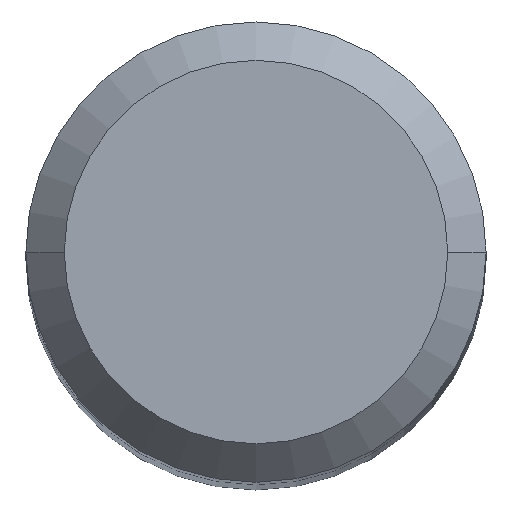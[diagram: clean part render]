
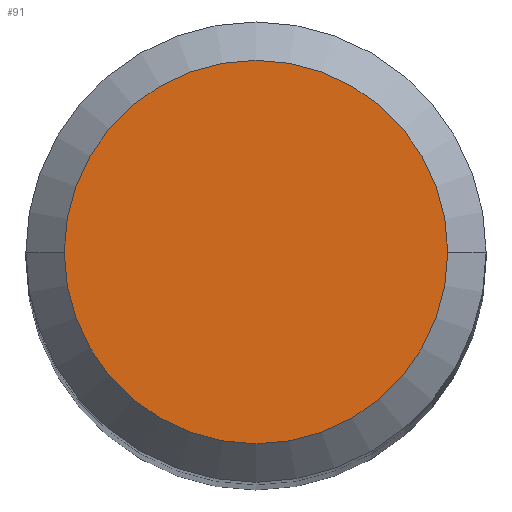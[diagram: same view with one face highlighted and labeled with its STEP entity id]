
A CAD part, top view. The second image highlights one B-rep face of the part: STEP entity #91.
In plain terms, the highlighted planar face has unit normal (0, 0, 1).
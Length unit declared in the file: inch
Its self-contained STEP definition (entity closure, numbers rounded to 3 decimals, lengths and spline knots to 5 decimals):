
#22 = DIRECTION ( 'NONE',  ( 0., 0., -1. ) ) ;
#25 = DIRECTION ( 'NONE',  ( -1., 0., 0. ) ) ;
#32 = EDGE_CURVE ( 'NONE', #67, #70, #376, .T. ) ;
#44 = EDGE_LOOP ( 'NONE', ( #301, #229 ) ) ;
#49 = CARTESIAN_POINT ( 'NONE',  ( -0.1497, 0., 0. ) ) ;
#65 = CIRCLE ( 'NONE', #220, 0.1497 ) ;
#67 = VERTEX_POINT ( 'NONE', #338 ) ;
#70 = VERTEX_POINT ( 'NONE', #49 ) ;
#85 = CARTESIAN_POINT ( 'NONE',  ( 0., 0., 0. ) ) ;
#91 = ADVANCED_FACE ( 'NONE', ( #411 ), #112, .F. ) ;
#112 = PLANE ( 'NONE',  #168 ) ;
#118 = EDGE_CURVE ( 'NONE', #70, #67, #65, .T. ) ;
#168 = AXIS2_PLACEMENT_3D ( 'NONE', #175, #22, #25 ) ;
#172 = DIRECTION ( 'NONE',  ( 0., 0., 1. ) ) ;
#175 = CARTESIAN_POINT ( 'NONE',  ( 0., 0., 0. ) ) ;
#179 = DIRECTION ( 'NONE',  ( 0., 0., 1. ) ) ;
#180 = AXIS2_PLACEMENT_3D ( 'NONE', #234, #172, #308 ) ;
#220 = AXIS2_PLACEMENT_3D ( 'NONE', #85, #179, #314 ) ;
#229 = ORIENTED_EDGE ( 'NONE', *, *, #32, .T. ) ;
#234 = CARTESIAN_POINT ( 'NONE',  ( 0., 0., 0. ) ) ;
#301 = ORIENTED_EDGE ( 'NONE', *, *, #118, .T. ) ;
#308 = DIRECTION ( 'NONE',  ( 1., 0., 0. ) ) ;
#314 = DIRECTION ( 'NONE',  ( 1., 0., 0. ) ) ;
#338 = CARTESIAN_POINT ( 'NONE',  ( 0.1497, 0., 0. ) ) ;
#376 = CIRCLE ( 'NONE', #180, 0.1497 ) ;
#411 = FACE_OUTER_BOUND ( 'NONE', #44, .T. ) ;
